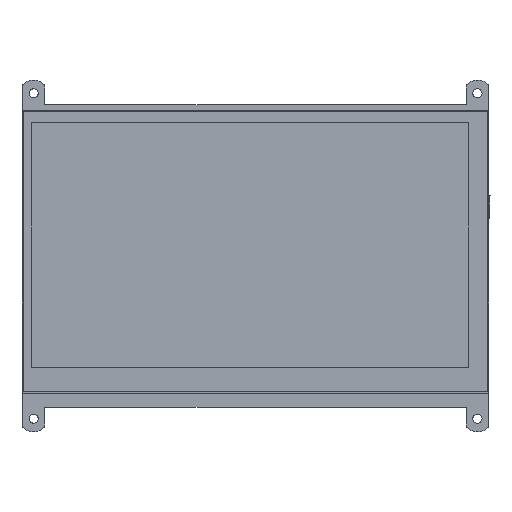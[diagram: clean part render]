
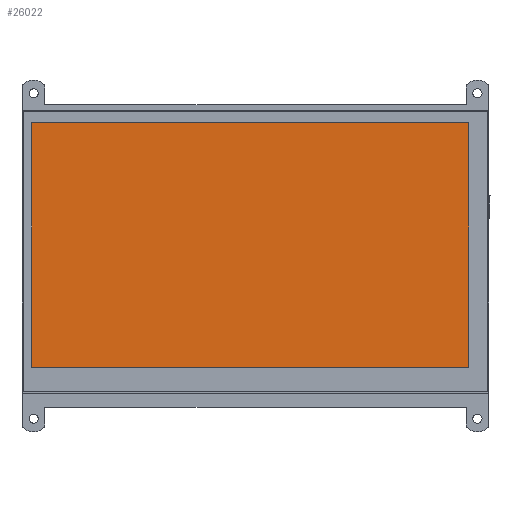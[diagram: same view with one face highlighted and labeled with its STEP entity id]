
A CAD part, front view. The second image highlights one B-rep face of the part: STEP entity #26022.
In plain terms, the highlighted face is planar.
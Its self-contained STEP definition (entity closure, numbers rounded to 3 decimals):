
#25919=CARTESIAN_POINT('',(-79.08,-40.805,1.5));
#25920=VERTEX_POINT('',#25919);
#25927=CARTESIAN_POINT('',(-79.08,45.615,1.5));
#25928=VERTEX_POINT('',#25927);
#25929=CARTESIAN_POINT('',(-79.08,-40.805,1.5));
#25930=DIRECTION('',(0.,1.,0.));
#25931=VECTOR('',#25930,86.42);
#25932=LINE('',#25929,#25931);
#25933=EDGE_CURVE('',#25920,#25928,#25932,.T.);
#25950=CARTESIAN_POINT('',(75.5,45.615,1.5));
#25951=VERTEX_POINT('',#25950);
#25952=CARTESIAN_POINT('',(-79.08,45.615,1.5));
#25953=DIRECTION('',(1.,0.,0.));
#25954=VECTOR('',#25953,154.58);
#25955=LINE('',#25952,#25954);
#25956=EDGE_CURVE('',#25928,#25951,#25955,.T.);
#25989=CARTESIAN_POINT('',(75.5,-40.805,1.5));
#25990=VERTEX_POINT('',#25989);
#25997=CARTESIAN_POINT('',(75.5,-40.805,1.5));
#25998=DIRECTION('',(-1.,0.,0.));
#25999=VECTOR('',#25998,154.58);
#26000=LINE('',#25997,#25999);
#26001=EDGE_CURVE('',#25990,#25920,#26000,.T.);
#26006=CARTESIAN_POINT('',(-1.79,6.42,1.5));
#26007=DIRECTION('',(-1.,0.,0.));
#26008=DIRECTION('',(0.,0.,1.));
#26009=AXIS2_PLACEMENT_3D('',#26006,#26008,#26007);
#26010=PLANE('',#26009);
#26011=ORIENTED_EDGE('',*,*,#25933,.F.);
#26012=ORIENTED_EDGE('',*,*,#26001,.F.);
#26013=CARTESIAN_POINT('',(75.5,-40.805,1.5));
#26014=DIRECTION('',(0.,1.,0.));
#26015=VECTOR('',#26014,86.42);
#26016=LINE('',#26013,#26015);
#26017=EDGE_CURVE('',#25990,#25951,#26016,.T.);
#26018=ORIENTED_EDGE('E26',*,*,#26017,.T.);
#26019=ORIENTED_EDGE('E26',*,*,#25956,.F.);
#26020=EDGE_LOOP('',(#26011,#26012,#26018,#26019));
#26021=FACE_OUTER_BOUND('',#26020,.T.);
#26022=ADVANCED_FACE('F6',(#26021),#26010,.T.);
